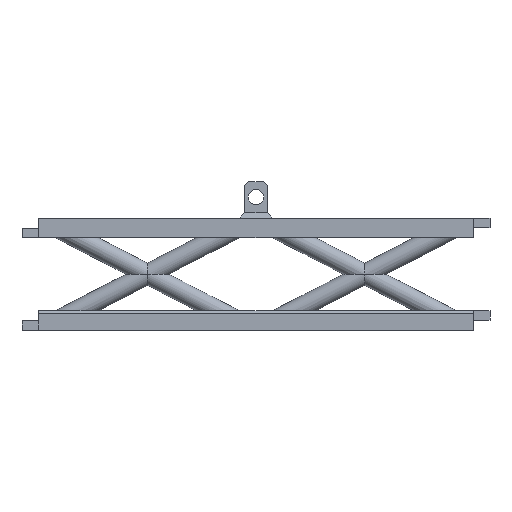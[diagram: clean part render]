
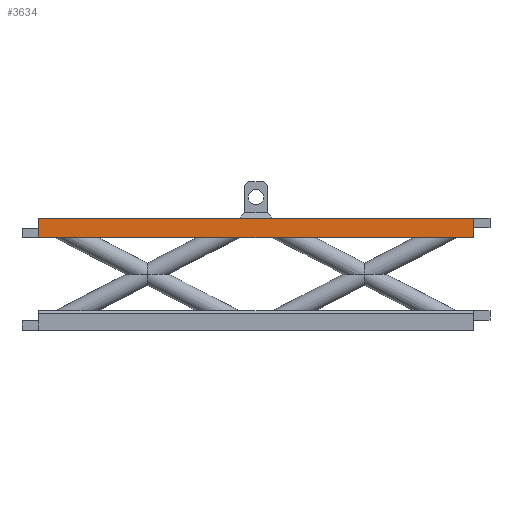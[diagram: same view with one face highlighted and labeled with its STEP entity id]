
A CAD part, left-side view. The second image highlights one B-rep face of the part: STEP entity #3634.
In plain terms, the highlighted planar face has unit normal (-1, 0, 0).
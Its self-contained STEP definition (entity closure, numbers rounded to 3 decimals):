
#412=FACE_OUTER_BOUND('',#622,.T.);
#622=EDGE_LOOP('',(#2997,#2998,#2999,#3000,#3001,#3002,#3003,#3004));
#791=LINE('',#5466,#1151);
#927=LINE('',#5806,#1287);
#970=LINE('',#5909,#1330);
#978=LINE('',#5927,#1338);
#988=LINE('',#5973,#1348);
#989=LINE('',#5976,#1349);
#993=LINE('',#5993,#1353);
#995=LINE('',#6000,#1355);
#1151=VECTOR('',#4303,10.);
#1287=VECTOR('',#4625,10.);
#1330=VECTOR('',#4738,10.);
#1338=VECTOR('',#4758,10.);
#1348=VECTOR('',#4812,10.);
#1349=VECTOR('',#4815,10.);
#1353=VECTOR('',#4839,10.);
#1355=VECTOR('',#4849,10.);
#1499=VERTEX_POINT('',#5463);
#1500=VERTEX_POINT('',#5465);
#1611=VERTEX_POINT('',#5804);
#1635=VERTEX_POINT('',#5906);
#1636=VERTEX_POINT('',#5908);
#1649=VERTEX_POINT('',#5951);
#1655=VERTEX_POINT('',#5975);
#1658=VERTEX_POINT('',#5991);
#1854=EDGE_CURVE('',#1500,#1499,#791,.T.);
#2024=EDGE_CURVE('',#1611,#1499,#927,.T.);
#2076=EDGE_CURVE('',#1635,#1636,#970,.T.);
#2086=EDGE_CURVE('',#1635,#1500,#978,.T.);
#2111=EDGE_CURVE('',#1636,#1649,#988,.T.);
#2112=EDGE_CURVE('',#1649,#1655,#989,.T.);
#2121=EDGE_CURVE('',#1658,#1611,#993,.T.);
#2126=EDGE_CURVE('',#1655,#1658,#995,.T.);
#2997=ORIENTED_EDGE('',*,*,#2086,.T.);
#2998=ORIENTED_EDGE('',*,*,#1854,.T.);
#2999=ORIENTED_EDGE('',*,*,#2024,.F.);
#3000=ORIENTED_EDGE('',*,*,#2121,.F.);
#3001=ORIENTED_EDGE('',*,*,#2126,.F.);
#3002=ORIENTED_EDGE('',*,*,#2112,.F.);
#3003=ORIENTED_EDGE('',*,*,#2111,.F.);
#3004=ORIENTED_EDGE('',*,*,#2076,.F.);
#3475=PLANE('',#3932);
#3634=ADVANCED_FACE('',(#412),#3475,.T.);
#3932=AXIS2_PLACEMENT_3D('',#6013,#4870,#4871);
#4303=DIRECTION('',(0.,1.,0.));
#4625=DIRECTION('',(0.,0.,1.));
#4738=DIRECTION('',(0.,1.,0.));
#4758=DIRECTION('',(0.,0.,1.));
#4812=DIRECTION('',(0.,1.,0.));
#4815=DIRECTION('',(0.,1.,0.));
#4839=DIRECTION('',(0.,1.,0.));
#4849=DIRECTION('',(0.,1.,0.));
#4870=DIRECTION('center_axis',(-1.,0.,0.));
#4871=DIRECTION('ref_axis',(0.,0.,1.));
#5463=CARTESIAN_POINT('',(0.,155.,40.));
#5465=CARTESIAN_POINT('',(0.,0.,40.));
#5466=CARTESIAN_POINT('',(0.,0.,40.));
#5804=CARTESIAN_POINT('',(0.,155.,33.));
#5806=CARTESIAN_POINT('',(0.,155.,33.));
#5906=CARTESIAN_POINT('',(0.,0.,33.));
#5908=CARTESIAN_POINT('',(0.,13.618,33.));
#5909=CARTESIAN_POINT('',(0.,0.,33.));
#5927=CARTESIAN_POINT('',(0.,0.,33.));
#5951=CARTESIAN_POINT('',(0.,63.882,33.));
#5973=CARTESIAN_POINT('',(0.,0.,33.));
#5975=CARTESIAN_POINT('',(0.,91.118,33.));
#5976=CARTESIAN_POINT('',(0.,0.,33.));
#5991=CARTESIAN_POINT('',(0.,141.382,33.));
#5993=CARTESIAN_POINT('',(0.,0.,33.));
#6000=CARTESIAN_POINT('',(0.,0.,33.));
#6013=CARTESIAN_POINT('Origin',(0.,0.,33.));
